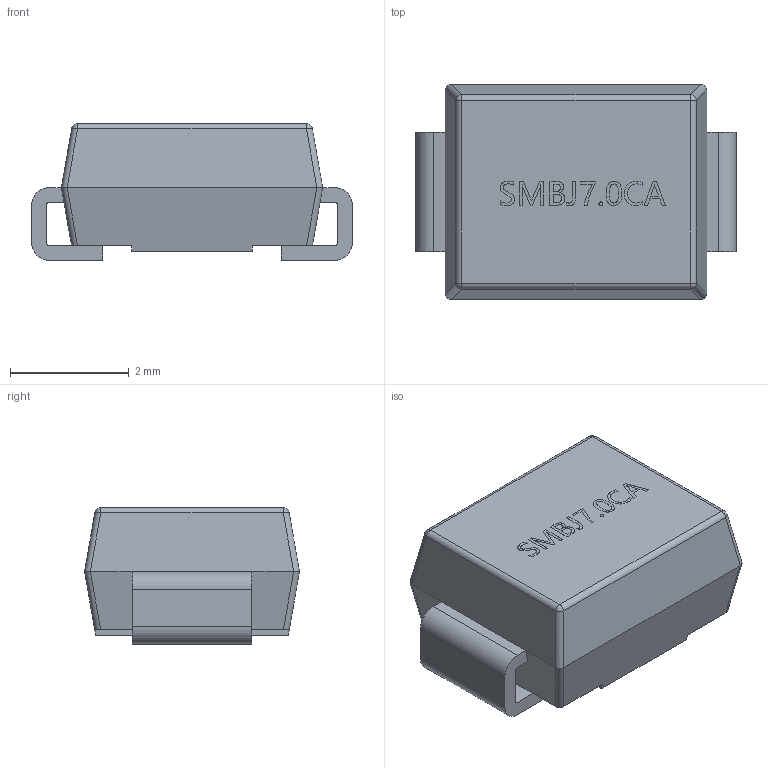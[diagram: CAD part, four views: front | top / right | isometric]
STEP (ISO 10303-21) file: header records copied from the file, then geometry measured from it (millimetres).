
FILE_DESCRIPTION (( 'STEP AP214' ), '1' );
FILE_NAME ('SMB_L4.4-W3.6-LS5.4-BI.STEP', '2021-09-05T12:42:23', ( '' ), ( '' ), 'SwSTEP 2.0', 'SolidWorks 2018', '' );
FILE_SCHEMA (( 'AUTOMOTIVE_DESIGN' ));
Length unit declared in the file: millimetre
Products named in the file (1): SMB_L4.4-W3.6-LS5.4-BI
Bounding box: 5.4 x 3.62 x 2.3 mm (x, y, z)
Volume: 32.7 mm3; surface area: 75 mm2
Topology: 1 solids, 1 shells, 233 faces, 617 edges, 402 vertices
Faces by surface type: plane 141, bspline 68, cylinder 20, sphere 4
Entity records: 13108 total; most frequent: CARTESIAN_POINT 5201, ORIENTED_EDGE 1234, DIRECTION 833, EDGE_CURVE 617, VECTOR 445, LINE 445, VERTEX_POINT 402, EDGE_LOOP 253
